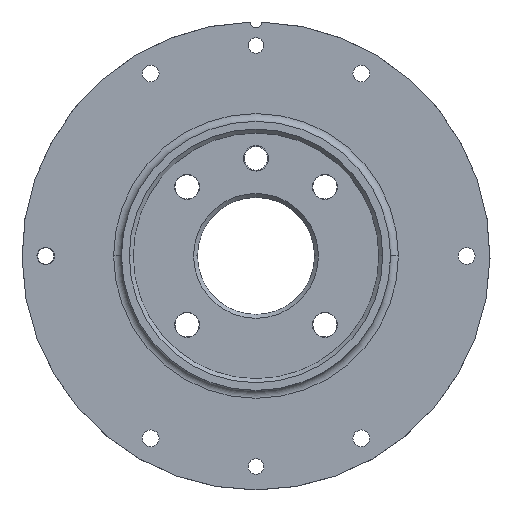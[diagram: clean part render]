
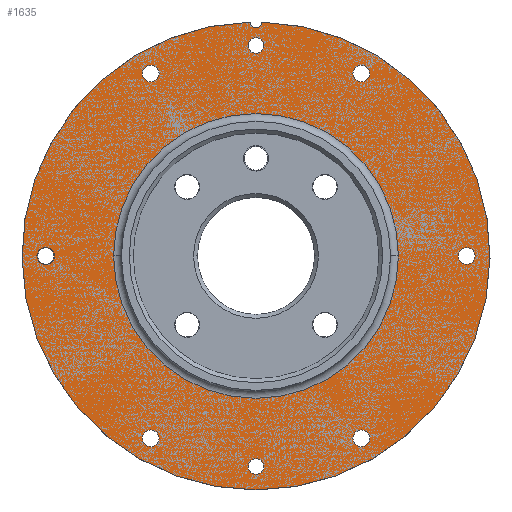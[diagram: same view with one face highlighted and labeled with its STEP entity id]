
A CAD part, top view. The second image highlights one B-rep face of the part: STEP entity #1635.
In plain terms, the highlighted planar face has unit normal (0, 0, 1).
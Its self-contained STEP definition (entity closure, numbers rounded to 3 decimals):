
#511=CARTESIAN_POINT('',(-54.,0.,-1.));
#512=DIRECTION('',(0.,0.,-1.));
#513=DIRECTION('',(1.,0.,0.));
#514=AXIS2_PLACEMENT_3D('',#511,#512,#513);
#519=CARTESIAN_POINT('',(-54.,0.,-1.));
#520=DIRECTION('',(0.,0.,-1.));
#521=DIRECTION('',(-1.,0.,0.));
#522=AXIS2_PLACEMENT_3D('',#519,#520,#521);
#527=CARTESIAN_POINT('',(-27.,-46.765,-1.));
#528=DIRECTION('',(0.,0.,-1.));
#529=DIRECTION('',(0.5,0.866,0.));
#530=AXIS2_PLACEMENT_3D('',#527,#528,#529);
#535=CARTESIAN_POINT('',(-27.,-46.765,-1.));
#536=DIRECTION('',(0.,0.,-1.));
#537=DIRECTION('',(-0.5,-0.866,0.));
#538=AXIS2_PLACEMENT_3D('',#535,#536,#537);
#543=CARTESIAN_POINT('',(27.,-46.765,-1.));
#544=DIRECTION('',(0.,0.,-1.));
#545=DIRECTION('',(-0.5,0.866,0.));
#546=AXIS2_PLACEMENT_3D('',#543,#544,#545);
#551=CARTESIAN_POINT('',(27.,-46.765,-1.));
#552=DIRECTION('',(0.,0.,-1.));
#553=DIRECTION('',(0.5,-0.866,0.));
#554=AXIS2_PLACEMENT_3D('',#551,#552,#553);
#559=CARTESIAN_POINT('',(54.,0.,-1.));
#560=DIRECTION('',(0.,0.,-1.));
#561=DIRECTION('',(-1.,0.,0.));
#562=AXIS2_PLACEMENT_3D('',#559,#560,#561);
#567=CARTESIAN_POINT('',(54.,0.,-1.));
#568=DIRECTION('',(0.,0.,-1.));
#569=DIRECTION('',(1.,0.,0.));
#570=AXIS2_PLACEMENT_3D('',#567,#568,#569);
#575=CARTESIAN_POINT('',(27.,46.765,-1.));
#576=DIRECTION('',(0.,0.,-1.));
#577=DIRECTION('',(-0.5,-0.866,0.));
#578=AXIS2_PLACEMENT_3D('',#575,#576,#577);
#583=CARTESIAN_POINT('',(27.,46.765,-1.));
#584=DIRECTION('',(0.,0.,-1.));
#585=DIRECTION('',(0.5,0.866,0.));
#586=AXIS2_PLACEMENT_3D('',#583,#584,#585);
#591=CARTESIAN_POINT('',(-27.,46.765,-1.));
#592=DIRECTION('',(0.,0.,-1.));
#593=DIRECTION('',(0.5,-0.866,0.));
#594=AXIS2_PLACEMENT_3D('',#591,#592,#593);
#599=CARTESIAN_POINT('',(-27.,46.765,-1.));
#600=DIRECTION('',(0.,0.,-1.));
#601=DIRECTION('',(-0.5,0.866,0.));
#602=AXIS2_PLACEMENT_3D('',#599,#600,#601);
#607=CARTESIAN_POINT('',(0.,-54.,-1.));
#608=DIRECTION('',(0.,0.,1.));
#609=DIRECTION('',(1.,0.,0.));
#610=AXIS2_PLACEMENT_3D('',#607,#608,#609);
#615=CARTESIAN_POINT('',(0.,-54.,-1.));
#616=DIRECTION('',(0.,0.,1.));
#617=DIRECTION('',(-1.,0.,0.));
#618=AXIS2_PLACEMENT_3D('',#615,#616,#617);
#623=CARTESIAN_POINT('',(0.,54.,-1.));
#624=DIRECTION('',(0.,0.,1.));
#625=DIRECTION('',(1.,0.,0.));
#626=AXIS2_PLACEMENT_3D('',#623,#624,#625);
#631=CARTESIAN_POINT('',(0.,54.,-1.));
#632=DIRECTION('',(0.,0.,1.));
#633=DIRECTION('',(-1.,0.,0.));
#634=AXIS2_PLACEMENT_3D('',#631,#632,#633);
#639=CARTESIAN_POINT('',(0.,0.,-1.));
#640=DIRECTION('',(0.,0.,-1.));
#641=DIRECTION('',(1.,0.,0.));
#642=AXIS2_PLACEMENT_3D('',#639,#640,#641);
#647=CARTESIAN_POINT('',(0.,0.,-1.));
#648=DIRECTION('',(0.,0.,-1.));
#649=DIRECTION('',(-1.,0.,0.));
#650=AXIS2_PLACEMENT_3D('',#647,#648,#649);
#655=CARTESIAN_POINT('',(0.,60.,-1.));
#656=DIRECTION('',(0.,0.,-1.));
#657=DIRECTION('',(1.,-0.013,0.));
#658=AXIS2_PLACEMENT_3D('',#655,#656,#657);
#686=CARTESIAN_POINT('',(0.,0.,-1.));
#687=DIRECTION('',(0.,0.,1.));
#688=DIRECTION('',(-0.025,1.,0.));
#689=AXIS2_PLACEMENT_3D('',#686,#687,#688);
#1189=CARTESIAN_POINT('',(-51.85,0.,-1.));
#1190=CARTESIAN_POINT('',(-56.15,0.,-1.));
#1191=VERTEX_POINT('',#1189);
#1192=VERTEX_POINT('',#1190);
#1197=CARTESIAN_POINT('',(-25.925,-44.903,-1.));
#1198=CARTESIAN_POINT('',(-28.075,-48.627,-1.));
#1199=VERTEX_POINT('',#1197);
#1200=VERTEX_POINT('',#1198);
#1205=CARTESIAN_POINT('',(25.925,-44.903,-1.));
#1206=CARTESIAN_POINT('',(28.075,-48.627,-1.));
#1207=VERTEX_POINT('',#1205);
#1208=VERTEX_POINT('',#1206);
#1213=CARTESIAN_POINT('',(51.85,0.,-1.));
#1214=CARTESIAN_POINT('',(56.15,0.,-1.));
#1215=VERTEX_POINT('',#1213);
#1216=VERTEX_POINT('',#1214);
#1221=CARTESIAN_POINT('',(25.925,44.903,-1.));
#1222=CARTESIAN_POINT('',(28.075,48.627,-1.));
#1223=VERTEX_POINT('',#1221);
#1224=VERTEX_POINT('',#1222);
#1229=CARTESIAN_POINT('',(-25.925,44.903,-1.));
#1230=CARTESIAN_POINT('',(-28.075,48.627,-1.));
#1231=VERTEX_POINT('',#1229);
#1232=VERTEX_POINT('',#1230);
#1257=CARTESIAN_POINT('',(2.,-54.,-1.));
#1258=CARTESIAN_POINT('',(-2.,-54.,-1.));
#1259=VERTEX_POINT('',#1257);
#1260=VERTEX_POINT('',#1258);
#1265=CARTESIAN_POINT('',(2.,54.,-1.));
#1266=CARTESIAN_POINT('',(-2.,54.,-1.));
#1267=VERTEX_POINT('',#1265);
#1268=VERTEX_POINT('',#1266);
#1273=CARTESIAN_POINT('',(36.5,0.,-1.));
#1274=CARTESIAN_POINT('',(-36.5,0.,-1.));
#1275=VERTEX_POINT('',#1273);
#1276=VERTEX_POINT('',#1274);
#1277=CARTESIAN_POINT('',(1.5,59.981,-1.));
#1279=VERTEX_POINT('',#1277);
#1281=CARTESIAN_POINT('',(-1.5,59.981,-1.));
#1283=VERTEX_POINT('',#1281);
#1573=CARTESIAN_POINT('',(0.,0.,-1.));
#1574=DIRECTION('',(0.,0.,-1.));
#1575=DIRECTION('',(-1.,0.,0.));
#1576=AXIS2_PLACEMENT_3D('',#1573,#1574,#1575);
#1577=PLANE('',#1576);
#1579=ORIENTED_EDGE('',*,*,#1578,.F.);
#1581=ORIENTED_EDGE('',*,*,#1580,.F.);
#1582=EDGE_LOOP('',(#1579,#1581));
#1583=FACE_OUTER_BOUND('',#1582,.F.);
#1585=ORIENTED_EDGE('',*,*,#1584,.F.);
#1587=ORIENTED_EDGE('',*,*,#1586,.F.);
#1588=EDGE_LOOP('',(#1585,#1587));
#1589=FACE_BOUND('',#1588,.F.);
#1591=ORIENTED_EDGE('',*,*,#1590,.F.);
#1592=ORIENTED_EDGE('',*,*,#1294,.F.);
#1593=EDGE_LOOP('',(#1591,#1592));
#1594=FACE_BOUND('',#1593,.F.);
#1596=ORIENTED_EDGE('',*,*,#1595,.F.);
#1598=ORIENTED_EDGE('',*,*,#1597,.F.);
#1599=EDGE_LOOP('',(#1596,#1598));
#1600=FACE_BOUND('',#1599,.F.);
#1602=ORIENTED_EDGE('',*,*,#1601,.F.);
#1604=ORIENTED_EDGE('',*,*,#1603,.F.);
#1605=EDGE_LOOP('',(#1602,#1604));
#1606=FACE_BOUND('',#1605,.F.);
#1608=ORIENTED_EDGE('',*,*,#1607,.F.);
#1610=ORIENTED_EDGE('',*,*,#1609,.F.);
#1611=EDGE_LOOP('',(#1608,#1610));
#1612=FACE_BOUND('',#1611,.F.);
#1614=ORIENTED_EDGE('',*,*,#1613,.F.);
#1616=ORIENTED_EDGE('',*,*,#1615,.F.);
#1617=EDGE_LOOP('',(#1614,#1616));
#1618=FACE_BOUND('',#1617,.F.);
#1620=ORIENTED_EDGE('',*,*,#1619,.T.);
#1622=ORIENTED_EDGE('',*,*,#1621,.T.);
#1623=EDGE_LOOP('',(#1620,#1622));
#1624=FACE_BOUND('',#1623,.F.);
#1626=ORIENTED_EDGE('',*,*,#1625,.T.);
#1628=ORIENTED_EDGE('',*,*,#1627,.T.);
#1629=EDGE_LOOP('',(#1626,#1628));
#1630=FACE_BOUND('',#1629,.F.);
#1631=ORIENTED_EDGE('',*,*,#1540,.F.);
#1632=ORIENTED_EDGE('',*,*,#1555,.F.);
#1633=EDGE_LOOP('',(#1631,#1632));
#1634=FACE_BOUND('',#1633,.F.);
#515=CIRCLE('',#514,2.15);
#523=CIRCLE('',#522,2.15);
#531=CIRCLE('',#530,2.15);
#539=CIRCLE('',#538,2.15);
#547=CIRCLE('',#546,2.15);
#555=CIRCLE('',#554,2.15);
#563=CIRCLE('',#562,2.15);
#571=CIRCLE('',#570,2.15);
#579=CIRCLE('',#578,2.15);
#587=CIRCLE('',#586,2.15);
#595=CIRCLE('',#594,2.15);
#603=CIRCLE('',#602,2.15);
#611=CIRCLE('',#610,2.);
#619=CIRCLE('',#618,2.);
#627=CIRCLE('',#626,2.);
#635=CIRCLE('',#634,2.);
#643=CIRCLE('',#642,36.5);
#651=CIRCLE('',#650,36.5);
#659=CIRCLE('',#658,1.5);
#690=CIRCLE('',#689,60.);
#1294=EDGE_CURVE('',#1200,#1199,#539,.T.);
#1540=EDGE_CURVE('',#1275,#1276,#643,.T.);
#1555=EDGE_CURVE('',#1276,#1275,#651,.T.);
#1578=EDGE_CURVE('',#1279,#1283,#659,.T.);
#1580=EDGE_CURVE('',#1283,#1279,#690,.T.);
#1584=EDGE_CURVE('',#1191,#1192,#515,.T.);
#1586=EDGE_CURVE('',#1192,#1191,#523,.T.);
#1590=EDGE_CURVE('',#1199,#1200,#531,.T.);
#1595=EDGE_CURVE('',#1207,#1208,#547,.T.);
#1597=EDGE_CURVE('',#1208,#1207,#555,.T.);
#1601=EDGE_CURVE('',#1215,#1216,#563,.T.);
#1603=EDGE_CURVE('',#1216,#1215,#571,.T.);
#1607=EDGE_CURVE('',#1223,#1224,#579,.T.);
#1609=EDGE_CURVE('',#1224,#1223,#587,.T.);
#1613=EDGE_CURVE('',#1231,#1232,#595,.T.);
#1615=EDGE_CURVE('',#1232,#1231,#603,.T.);
#1619=EDGE_CURVE('',#1259,#1260,#611,.T.);
#1621=EDGE_CURVE('',#1260,#1259,#619,.T.);
#1625=EDGE_CURVE('',#1267,#1268,#627,.T.);
#1627=EDGE_CURVE('',#1268,#1267,#635,.T.);
#1635=ADVANCED_FACE('',(#1583,#1589,#1594,#1600,#1606,#1612,#1618,#1624,#1630,
#1634),#1577,.F.);
